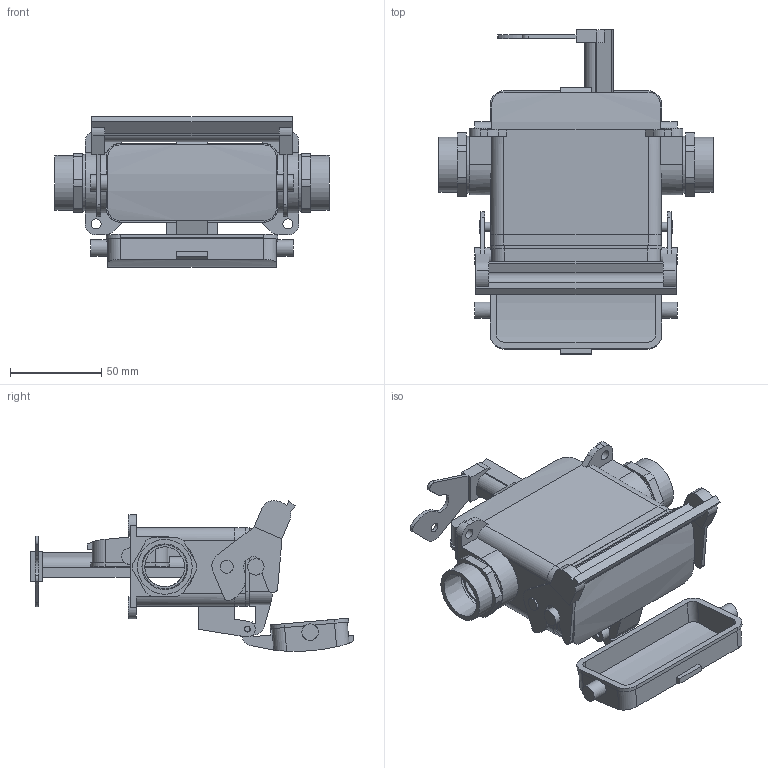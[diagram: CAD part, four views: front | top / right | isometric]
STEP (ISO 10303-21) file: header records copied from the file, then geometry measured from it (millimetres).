
FILE_DESCRIPTION( ( 'Unknown' ), '1' );
FILE_NAME( 'H_B_16_SDRL_LB_NPT_34_ASM.stp', 'Unknown', ( 'Unknown' ), ( 'Unknown' ), 'PSStep 11.0', 'Unknown', ' ' );
FILE_SCHEMA( ( 'AUTOMOTIVE_DESIGN { 1 0 10303 214 1 1 1 1 }' ) );
Length unit declared in the file: millimetre
Products named in the file (4): Assem1; H_B_16_SDRL_LB_NPT_34; GRIFF_LAENGSBUEGEL_HB_16; DECKEL_LAENGSBUEGEL_HB_16
Bounding box: 150 x 177.32 x 82.37 mm (x, y, z)
Volume: 314275.7 mm3; surface area: 176758.8 mm2
Topology: 7 solids, 7 shells, 626 faces, 1683 edges, 1114 vertices
Faces by surface type: plane 389, cylinder 233, cone 4
Full cylindrical faces by diameter (mm): 2.459 x8, 3 x6, 3.2 x4, 4.9 x4, 5.1 x4, 5.5 x8, 7 x4, 9 x6, 12 x8, 21.8 x4, 24.239 x4, 30 x4, 31 x4
Entity records: 11377 total; most frequent: CARTESIAN_POINT 1816, DIRECTION 1512, ORIENTED_EDGE 1446, EDGE_CURVE 723, AXIS2_PLACEMENT_3D 514, VERTEX_POINT 496, LINE 484, VECTOR 484
